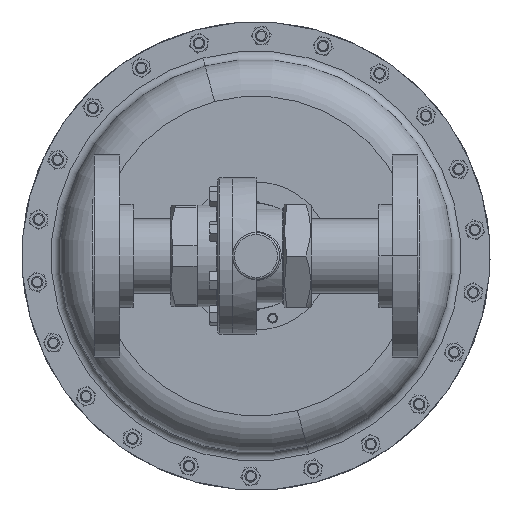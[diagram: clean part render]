
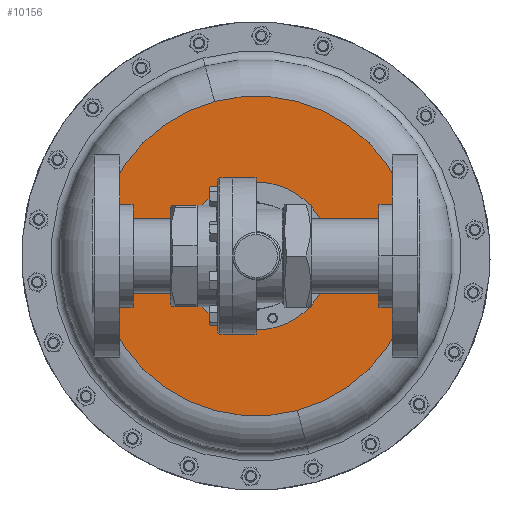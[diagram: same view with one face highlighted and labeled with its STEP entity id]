
A CAD part, front view. The second image highlights one B-rep face of the part: STEP entity #10156.
In plain terms, the highlighted planar face has unit normal (0, -1, 0).
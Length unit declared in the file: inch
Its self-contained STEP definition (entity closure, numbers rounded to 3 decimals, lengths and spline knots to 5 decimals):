
#488 = AXIS2_PLACEMENT_3D ( 'NONE', #22187, #50320, #26228 ) ;
#3482 = CARTESIAN_POINT ( 'NONE',  ( -4.95037, 7.0925, -1.32645 ) ) ;
#4211 = AXIS2_PLACEMENT_3D ( 'NONE', #32382, #8436, #36420 ) ;
#5410 = EDGE_LOOP ( 'NONE', ( #22082, #20249 ) ) ;
#7103 = ORIENTED_EDGE ( 'NONE', *, *, #39702, .F. ) ;
#7906 = EDGE_CURVE ( 'NONE', #36893, #15260, #29390, .T. ) ;
#8436 = DIRECTION ( 'NONE',  ( 0., 1., 0. ) ) ;
#9740 = CARTESIAN_POINT ( 'NONE',  ( 1.32645, 7.0925, -4.95037 ) ) ;
#9866 = FACE_OUTER_BOUND ( 'NONE', #22151, .T. ) ;
#10156 = ADVANCED_FACE ( 'NONE', ( #9866, #39286 ), #47376, .T. ) ;
#10766 = DIRECTION ( 'NONE',  ( 0., 1., 0. ) ) ;
#15260 = VERTEX_POINT ( 'NONE', #18317 ) ;
#15468 = DIRECTION ( 'NONE',  ( -0.259, 0., 0.966 ) ) ;
#15777 = CARTESIAN_POINT ( 'NONE',  ( 0., 7.0925, 0. ) ) ;
#18235 = AXIS2_PLACEMENT_3D ( 'NONE', #15777, #43821, #19827 ) ;
#18317 = CARTESIAN_POINT ( 'NONE',  ( -1.32645, 7.0925, 4.95037 ) ) ;
#19827 = DIRECTION ( 'NONE',  ( -0.707, 0., 0.707 ) ) ;
#20249 = ORIENTED_EDGE ( 'NONE', *, *, #41305, .T. ) ;
#22082 = ORIENTED_EDGE ( 'NONE', *, *, #47669, .T. ) ;
#22151 = EDGE_LOOP ( 'NONE', ( #32680, #7103 ) ) ;
#22187 = CARTESIAN_POINT ( 'NONE',  ( 0., 7.0925, 0. ) ) ;
#23406 = CIRCLE ( 'NONE', #46789, 2.375 ) ;
#26228 = DIRECTION ( 'NONE',  ( 0.259, 0., -0.966 ) ) ;
#29390 = CIRCLE ( 'NONE', #488, 5.125 ) ;
#32382 = CARTESIAN_POINT ( 'NONE',  ( 0., 7.0925, 0. ) ) ;
#32680 = ORIENTED_EDGE ( 'NONE', *, *, #7906, .F. ) ;
#34768 = CARTESIAN_POINT ( 'NONE',  ( 0., 7.0925, 0. ) ) ;
#35499 = CIRCLE ( 'NONE', #4211, 5.125 ) ;
#36420 = DIRECTION ( 'NONE',  ( 0.259, 0., -0.966 ) ) ;
#36893 = VERTEX_POINT ( 'NONE', #9740 ) ;
#38780 = DIRECTION ( 'NONE',  ( -0.707, 0., 0.707 ) ) ;
#39286 = FACE_BOUND ( 'NONE', #5410, .T. ) ;
#39480 = DIRECTION ( 'NONE',  ( 0., -1., 0. ) ) ;
#39702 = EDGE_CURVE ( 'NONE', #15260, #36893, #35499, .T. ) ;
#39935 = VERTEX_POINT ( 'NONE', #41671 ) ;
#40094 = AXIS2_PLACEMENT_3D ( 'NONE', #3482, #39480, #15468 ) ;
#41305 = EDGE_CURVE ( 'NONE', #39935, #50641, #23406, .T. ) ;
#41671 = CARTESIAN_POINT ( 'NONE',  ( -1.67938, 7.0925, 1.67938 ) ) ;
#43821 = DIRECTION ( 'NONE',  ( 0., 1., 0. ) ) ;
#46206 = CARTESIAN_POINT ( 'NONE',  ( 1.67938, 7.0925, -1.67938 ) ) ;
#46789 = AXIS2_PLACEMENT_3D ( 'NONE', #34768, #10766, #38780 ) ;
#47376 = PLANE ( 'NONE',  #40094 ) ;
#47669 = EDGE_CURVE ( 'NONE', #50641, #39935, #50838, .T. ) ;
#50320 = DIRECTION ( 'NONE',  ( 0., 1., 0. ) ) ;
#50641 = VERTEX_POINT ( 'NONE', #46206 ) ;
#50838 = CIRCLE ( 'NONE', #18235, 2.375 ) ;
